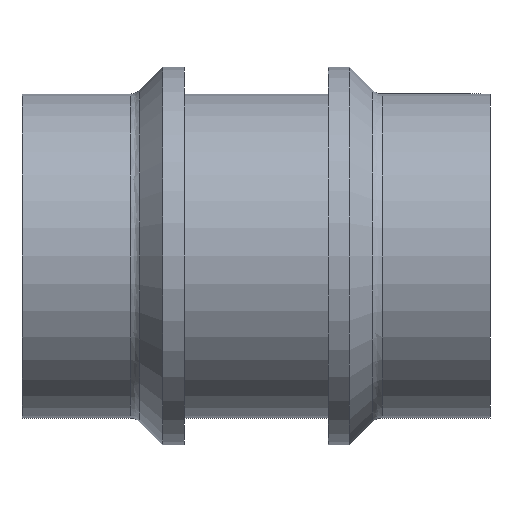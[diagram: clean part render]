
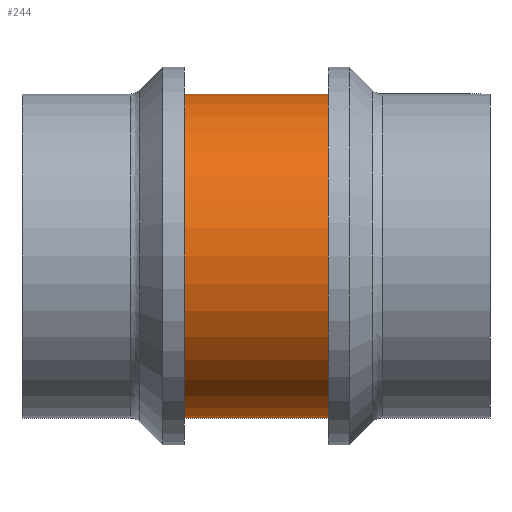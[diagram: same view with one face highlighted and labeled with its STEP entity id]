
A CAD part, front view. The second image highlights one B-rep face of the part: STEP entity #244.
In plain terms, the highlighted cylindrical face has radius 45 mm (diameter 90 mm), a full revolution.
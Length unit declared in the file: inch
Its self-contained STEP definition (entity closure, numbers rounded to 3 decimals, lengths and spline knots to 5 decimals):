
#22 = CARTESIAN_POINT ( 'NONE',  ( 2.55906, 0., 0. ) ) ;
#39 = EDGE_LOOP ( 'NONE', ( #194 ) ) ;
#62 = AXIS2_PLACEMENT_3D ( 'NONE', #216, #100, #402 ) ;
#70 = AXIS2_PLACEMENT_3D ( 'NONE', #247, #281, #321 ) ;
#100 = DIRECTION ( 'NONE',  ( -1., 0., 0. ) ) ;
#129 = VERTEX_POINT ( 'NONE', #324 ) ;
#136 = CIRCLE ( 'NONE', #70, 1.77165 ) ;
#149 = EDGE_LOOP ( 'NONE', ( #301 ) ) ;
#154 = VERTEX_POINT ( 'NONE', #209 ) ;
#181 = CIRCLE ( 'NONE', #62, 1.77165 ) ;
#194 = ORIENTED_EDGE ( 'NONE', *, *, #356, .F. ) ;
#209 = CARTESIAN_POINT ( 'NONE',  ( 3.34646, 0., -1.77165 ) ) ;
#215 = FACE_OUTER_BOUND ( 'NONE', #149, .T. ) ;
#216 = CARTESIAN_POINT ( 'NONE',  ( 1.77165, 0., 0. ) ) ;
#237 = DIRECTION ( 'NONE',  ( 1., 0., 0. ) ) ;
#244 = ADVANCED_FACE ( 'NONE', ( #294, #215 ), #308, .T. ) ;
#247 = CARTESIAN_POINT ( 'NONE',  ( 3.34646, 0., 0. ) ) ;
#261 = AXIS2_PLACEMENT_3D ( 'NONE', #22, #237, #415 ) ;
#281 = DIRECTION ( 'NONE',  ( 1., 0., 0. ) ) ;
#294 = FACE_OUTER_BOUND ( 'NONE', #39, .T. ) ;
#301 = ORIENTED_EDGE ( 'NONE', *, *, #383, .F. ) ;
#308 = CYLINDRICAL_SURFACE ( 'NONE', #261, 1.77165 ) ;
#321 = DIRECTION ( 'NONE',  ( 0., 0., -1. ) ) ;
#324 = CARTESIAN_POINT ( 'NONE',  ( 1.77165, 0., -1.77165 ) ) ;
#356 = EDGE_CURVE ( 'NONE', #129, #129, #181, .T. ) ;
#383 = EDGE_CURVE ( 'NONE', #154, #154, #136, .T. ) ;
#402 = DIRECTION ( 'NONE',  ( 0., 0., -1. ) ) ;
#415 = DIRECTION ( 'NONE',  ( 0., 0., -1. ) ) ;
